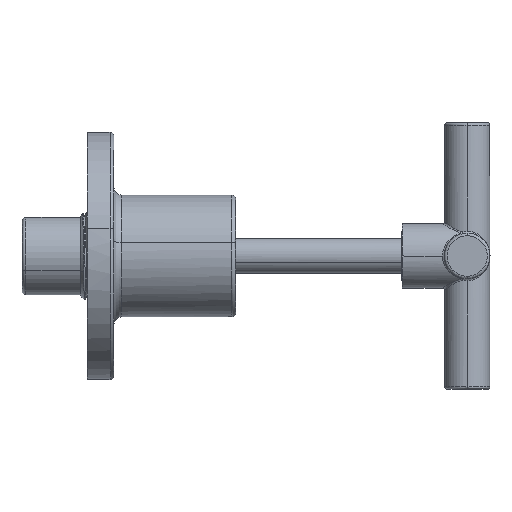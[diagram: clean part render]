
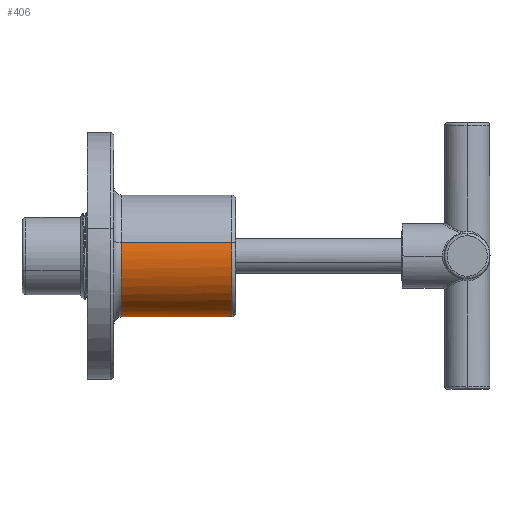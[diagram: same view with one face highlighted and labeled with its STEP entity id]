
A CAD part, left-side view. The second image highlights one B-rep face of the part: STEP entity #406.
In plain terms, the highlighted cylindrical face has radius 16 mm (diameter 32 mm), a partial arc.
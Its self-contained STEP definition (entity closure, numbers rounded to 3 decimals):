
#406=ADVANCED_FACE('',(#679),#4433,.T.);
#679=FACE_OUTER_BOUND('',#959,.T.);
#959=EDGE_LOOP('',(#2121,#2122,#2123,#2124));
#2121=ORIENTED_EDGE('',*,*,#2978,.T.);
#2122=ORIENTED_EDGE('',*,*,#2979,.T.);
#2123=ORIENTED_EDGE('',*,*,#2980,.T.);
#2124=ORIENTED_EDGE('',*,*,#2981,.T.);
#2978=EDGE_CURVE('',#4180,#4179,#3748,.T.);
#2979=EDGE_CURVE('',#4179,#4183,#3407,.T.);
#2980=EDGE_CURVE('',#4183,#4184,#3749,.T.);
#2981=EDGE_CURVE('',#4184,#4180,#3408,.T.);
#3407=B_SPLINE_CURVE_WITH_KNOTS('',1,(#22041,#22042),.UNSPECIFIED.,.F.,
 .F.,(2,2),(0.,29.),.UNSPECIFIED.);
#3408=B_SPLINE_CURVE_WITH_KNOTS('',1,(#22048,#22049),.UNSPECIFIED.,.F.,
 .F.,(2,2),(0.,29.),.UNSPECIFIED.);
#3748=(
BOUNDED_CURVE()
B_SPLINE_CURVE(2,(#22036,#22037,#22038,#22039,#22040),.UNSPECIFIED.,.F.,
 .F.)
B_SPLINE_CURVE_WITH_KNOTS((3,2,3),(0.,25.133,50.265),
 .UNSPECIFIED.)
CURVE()
GEOMETRIC_REPRESENTATION_ITEM()
RATIONAL_B_SPLINE_CURVE((1.,0.707,1.,0.707,1.))
REPRESENTATION_ITEM('')
);
#3749=(
BOUNDED_CURVE()
B_SPLINE_CURVE(2,(#22043,#22044,#22045,#22046,#22047),.UNSPECIFIED.,.F.,
 .F.)
B_SPLINE_CURVE_WITH_KNOTS((3,2,3),(0.,25.133,50.265),
 .UNSPECIFIED.)
CURVE()
GEOMETRIC_REPRESENTATION_ITEM()
RATIONAL_B_SPLINE_CURVE((1.,0.707,1.,0.707,1.))
REPRESENTATION_ITEM('')
);
#4179=VERTEX_POINT('',#21900);
#4180=VERTEX_POINT('',#21901);
#4183=VERTEX_POINT('',#21904);
#4184=VERTEX_POINT('',#21905);
#4433=CYLINDRICAL_SURFACE('',#4825,16.);
#4825=AXIS2_PLACEMENT_3D('',#19684,#5071,$);
#5071=DIRECTION('',(0.,1.,0.));
#19684=CARTESIAN_POINT('',(0.,23.5,0.));
#21900=CARTESIAN_POINT('',(0.,9.,-16.));
#21901=CARTESIAN_POINT('',(0.,9.,16.));
#21904=CARTESIAN_POINT('',(0.,38.,-16.));
#21905=CARTESIAN_POINT('',(0.,38.,16.));
#22036=CARTESIAN_POINT('',(0.,9.,16.));
#22037=CARTESIAN_POINT('',(16.,9.,16.));
#22038=CARTESIAN_POINT('',(16.,9.,0.));
#22039=CARTESIAN_POINT('',(16.,9.,-16.));
#22040=CARTESIAN_POINT('',(0.,9.,-16.));
#22041=CARTESIAN_POINT('',(0.,9.,-16.));
#22042=CARTESIAN_POINT('',(0.,38.,-16.));
#22043=CARTESIAN_POINT('',(0.,38.,-16.));
#22044=CARTESIAN_POINT('',(16.,38.,-16.));
#22045=CARTESIAN_POINT('',(16.,38.,0.));
#22046=CARTESIAN_POINT('',(16.,38.,16.));
#22047=CARTESIAN_POINT('',(0.,38.,16.));
#22048=CARTESIAN_POINT('',(0.,38.,16.));
#22049=CARTESIAN_POINT('',(0.,9.,16.));
